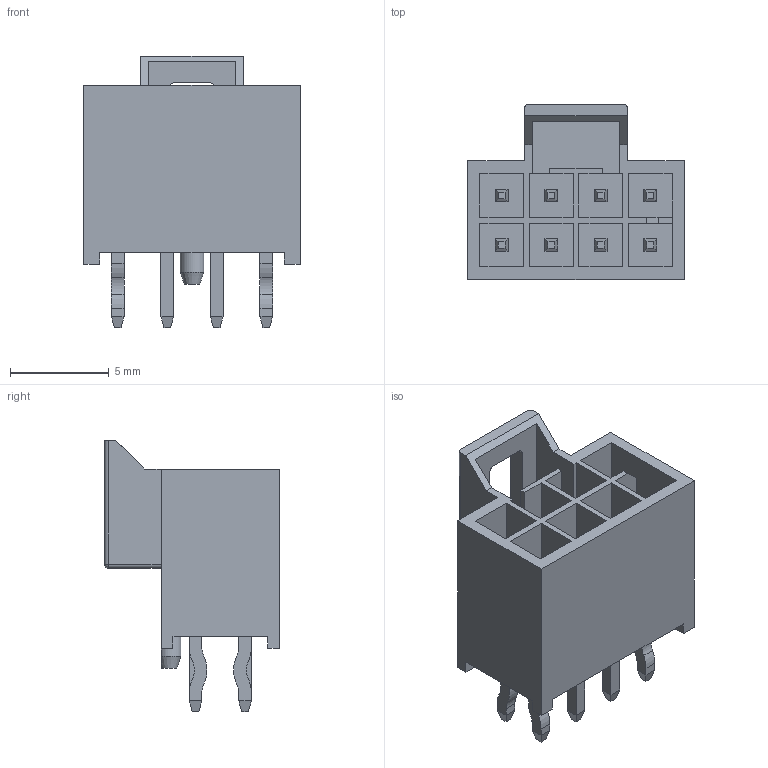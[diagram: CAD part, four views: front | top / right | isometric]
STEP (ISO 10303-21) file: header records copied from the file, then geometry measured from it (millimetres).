
FILE_DESCRIPTION( ( 'STEP AP214' ), '1' );
FILE_NAME( 'psolqas07400768516.stp', '2019-02-18T06:40:07', ( '' ), ( '' ), ' ', 'PARTsolutions', ' ' );
FILE_SCHEMA( ( 'AUTOMOTIVE_DESIGN { 1 0 10303 214 1 1 1 1 }' ) );
Length unit declared in the file: metre
Products named in the file (1): 1
Bounding box: 10.94 x 8.84 x 13.71 mm (x, y, z)
Volume: 368.6 mm3; surface area: 1122.7 mm2
Topology: 1 solids, 1 shells, 266 faces, 662 edges, 417 vertices
Faces by surface type: plane 230, cylinder 33, sphere 2, cone 1
Entity records: 7757 total; most frequent: CARTESIAN_POINT 1372, ORIENTED_EDGE 1326, DIRECTION 1262, EDGE_CURVE 663, LINE 594, VECTOR 594, VERTEX_POINT 418, AXIS2_PLACEMENT_3D 334
